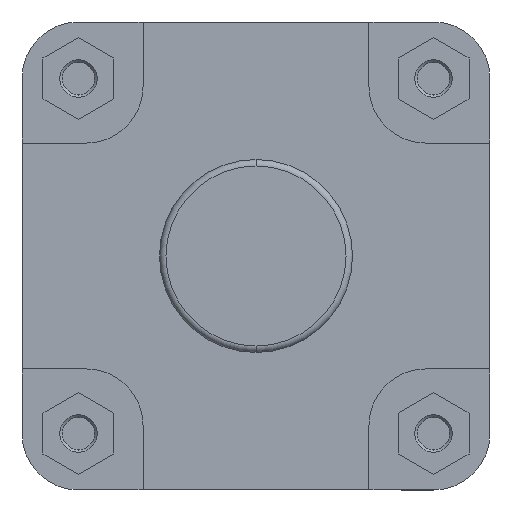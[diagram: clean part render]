
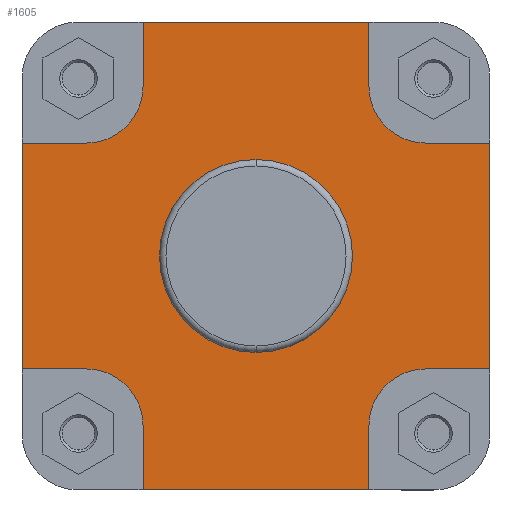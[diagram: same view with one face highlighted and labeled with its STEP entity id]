
A CAD part, left-side view. The second image highlights one B-rep face of the part: STEP entity #1605.
In plain terms, the highlighted planar face has unit normal (-1, 0, 0).
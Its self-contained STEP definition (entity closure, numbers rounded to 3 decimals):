
#1106 = ORIENTED_EDGE ( 'NONE', *, *, #6687, .F. ) ;
#1107 = ORIENTED_EDGE ( 'NONE', *, *, #6688, .F. ) ;
#1108 = ORIENTED_EDGE ( 'NONE', *, *, #6684, .F. ) ;
#1109 = ORIENTED_EDGE ( 'NONE', *, *, #6685, .F. ) ;
#1110 = ORIENTED_EDGE ( 'NONE', *, *, #6683, .F. ) ;
#1111 = ORIENTED_EDGE ( 'NONE', *, *, #6682, .F. ) ;
#1112 = ORIENTED_EDGE ( 'NONE', *, *, #6679, .F. ) ;
#1113 = ORIENTED_EDGE ( 'NONE', *, *, #6681, .F. ) ;
#1114 = ORIENTED_EDGE ( 'NONE', *, *, #6677, .F. ) ;
#1115 = ORIENTED_EDGE ( 'NONE', *, *, #6680, .F. ) ;
#1116 = ORIENTED_EDGE ( 'NONE', *, *, #6676, .F. ) ;
#1117 = ORIENTED_EDGE ( 'NONE', *, *, #6675, .T. ) ;
#1118 = ORIENTED_EDGE ( 'NONE', *, *, #6673, .F. ) ;
#1119 = ORIENTED_EDGE ( 'NONE', *, *, #6292, .F. ) ;
#1120 = ORIENTED_EDGE ( 'NONE', *, *, #6671, .F. ) ;
#1121 = ORIENTED_EDGE ( 'NONE', *, *, #6674, .T. ) ;
#1122 = ORIENTED_EDGE ( 'NONE', *, *, #6609, .F. ) ;
#1123 = ORIENTED_EDGE ( 'NONE', *, *, #6699, .F. ) ;
#1286 = EDGE_LOOP ( 'NONE', ( #1121, #1120, #1119, #1118, #1117, #1116, #1115, #1114, #1113, #1112, #1111, #1110, #1109, #1108, #1107, #1106 ) ) ;
#1462 = EDGE_LOOP ( 'NONE', ( #1123, #1122 ) ) ;
#1605 = ADVANCED_FACE ( 'NONE', ( #1970, #1968 ), #5414, .F. ) ;
#1968 = FACE_OUTER_BOUND ( 'NONE', #1286, .T. ) ;
#1970 = FACE_BOUND ( 'NONE', #1462, .T. ) ;
#2108 = CIRCLE ( 'NONE', #7136, 17.5 ) ;
#2644 = CIRCLE ( 'NONE', #7229, 29.9 ) ;
#2746 = VECTOR ( 'NONE', #3595, 1000. ) ;
#2750 = VECTOR ( 'NONE', #3571, 1000. ) ;
#2752 = LINE ( 'NONE', #3569, #2760 ) ;
#2753 = LINE ( 'NONE', #3563, #2754 ) ;
#2754 = VECTOR ( 'NONE', #3564, 1000. ) ;
#2755 = LINE ( 'NONE', #3617, #2773 ) ;
#2756 = LINE ( 'NONE', #3559, #2750 ) ;
#2758 = LINE ( 'NONE', #3573, #2759 ) ;
#2759 = VECTOR ( 'NONE', #3575, 1000. ) ;
#2760 = VECTOR ( 'NONE', #3577, 1000. ) ;
#2761 = VECTOR ( 'NONE', #3602, 1000. ) ;
#2762 = LINE ( 'NONE', #3579, #2763 ) ;
#2763 = VECTOR ( 'NONE', #3580, 1000. ) ;
#2764 = LINE ( 'NONE', #3582, #2765 ) ;
#2765 = VECTOR ( 'NONE', #3583, 1000. ) ;
#2768 = LINE ( 'NONE', #3586, #2769 ) ;
#2769 = VECTOR ( 'NONE', #3587, 1000. ) ;
#2770 = LINE ( 'NONE', #3601, #2761 ) ;
#2771 = LINE ( 'NONE', #3572, #2746 ) ;
#2772 = CIRCLE ( 'NONE', #7245, 17.5 ) ;
#2773 = VECTOR ( 'NONE', #3618, 1000. ) ;
#2774 = CIRCLE ( 'NONE', #7246, 17.5 ) ;
#2775 = LINE ( 'NONE', #3604, #2776 ) ;
#2776 = VECTOR ( 'NONE', #3605, 1000. ) ;
#2777 = LINE ( 'NONE', #3608, #2778 ) ;
#2778 = VECTOR ( 'NONE', #3609, 1000. ) ;
#2785 = CIRCLE ( 'NONE', #7248, 17.5 ) ;
#2806 = CIRCLE ( 'NONE', #7250, 29.9 ) ;
#3399 = CARTESIAN_POINT ( 'NONE',  ( 46., 0., 0. ) ) ;
#3424 = DIRECTION ( 'NONE',  ( -1., 0., 0. ) ) ;
#3425 = DIRECTION ( 'NONE',  ( 0., 0., 1. ) ) ;
#3559 = CARTESIAN_POINT ( 'NONE',  ( 46., -72.5, -35. ) ) ;
#3563 = CARTESIAN_POINT ( 'NONE',  ( 46., -35., -52.5 ) ) ;
#3564 = DIRECTION ( 'NONE',  ( 0., 0., -1. ) ) ;
#3569 = CARTESIAN_POINT ( 'NONE',  ( 46., -72.5, 0. ) ) ;
#3571 = DIRECTION ( 'NONE',  ( 0., 1., 0. ) ) ;
#3572 = CARTESIAN_POINT ( 'NONE',  ( 46., -159.641, 72.5 ) ) ;
#3573 = CARTESIAN_POINT ( 'NONE',  ( 46., -159.641, -72.5 ) ) ;
#3575 = DIRECTION ( 'NONE',  ( 0., -1., 0. ) ) ;
#3576 = CARTESIAN_POINT ( 'NONE',  ( 46., -52.5, 52.5 ) ) ;
#3577 = DIRECTION ( 'NONE',  ( 0., 0., 1. ) ) ;
#3579 = CARTESIAN_POINT ( 'NONE',  ( 46., -52.5, 35. ) ) ;
#3580 = DIRECTION ( 'NONE',  ( 0., -1., 0. ) ) ;
#3582 = CARTESIAN_POINT ( 'NONE',  ( 46., -35., 72.5 ) ) ;
#3583 = DIRECTION ( 'NONE',  ( 0., 0., -1. ) ) ;
#3586 = CARTESIAN_POINT ( 'NONE',  ( 46., 35., 52.5 ) ) ;
#3587 = DIRECTION ( 'NONE',  ( 0., 0., 1. ) ) ;
#3591 = DIRECTION ( 'NONE',  ( -1., 0., 0. ) ) ;
#3592 = DIRECTION ( 'NONE',  ( 0., 0., -1. ) ) ;
#3593 = CARTESIAN_POINT ( 'NONE',  ( 46., 52.5, 52.5 ) ) ;
#3594 = VERTEX_POINT ( 'NONE', #5675 ) ;
#3595 = DIRECTION ( 'NONE',  ( 0., -1., 0. ) ) ;
#3596 = CARTESIAN_POINT ( 'NONE',  ( 46., 52.5, -52.5 ) ) ;
#3598 = DIRECTION ( 'NONE',  ( -1., 0., 0. ) ) ;
#3599 = DIRECTION ( 'NONE',  ( 0., 0., -1. ) ) ;
#3601 = CARTESIAN_POINT ( 'NONE',  ( 46., 72.5, 35. ) ) ;
#3602 = DIRECTION ( 'NONE',  ( 0., -1., 0. ) ) ;
#3604 = CARTESIAN_POINT ( 'NONE',  ( 46., 52.5, -35. ) ) ;
#3605 = DIRECTION ( 'NONE',  ( 0., 1., 0. ) ) ;
#3607 = VERTEX_POINT ( 'NONE', #5680 ) ;
#3608 = CARTESIAN_POINT ( 'NONE',  ( 46., 72.5, 0. ) ) ;
#3609 = DIRECTION ( 'NONE',  ( 0., 0., 1. ) ) ;
#3617 = CARTESIAN_POINT ( 'NONE',  ( 46., 35., -72.5 ) ) ;
#3618 = DIRECTION ( 'NONE',  ( 0., 0., 1. ) ) ;
#3621 = DIRECTION ( 'NONE',  ( -1., 0., 0. ) ) ;
#3622 = DIRECTION ( 'NONE',  ( 0., 0., -1. ) ) ;
#3640 = VERTEX_POINT ( 'NONE', #5694 ) ;
#3649 = CARTESIAN_POINT ( 'NONE',  ( 46., 0., 0. ) ) ;
#3662 = DIRECTION ( 'NONE',  ( -1., 0., 0. ) ) ;
#3663 = DIRECTION ( 'NONE',  ( 0., 0., 1. ) ) ;
#3753 = VERTEX_POINT ( 'NONE', #5722 ) ;
#3756 = VERTEX_POINT ( 'NONE', #5723 ) ;
#3826 = VERTEX_POINT ( 'NONE', #5745 ) ;
#3995 = VERTEX_POINT ( 'NONE', #5788 ) ;
#4417 = VERTEX_POINT ( 'NONE', #5860 ) ;
#4420 = VERTEX_POINT ( 'NONE', #5863 ) ;
#4421 = VERTEX_POINT ( 'NONE', #5864 ) ;
#4483 = VERTEX_POINT ( 'NONE', #5899 ) ;
#4602 = VERTEX_POINT ( 'NONE', #5907 ) ;
#4603 = VERTEX_POINT ( 'NONE', #5908 ) ;
#4608 = VERTEX_POINT ( 'NONE', #5913 ) ;
#4616 = VERTEX_POINT ( 'NONE', #5920 ) ;
#4621 = VERTEX_POINT ( 'NONE', #5925 ) ;
#4622 = VERTEX_POINT ( 'NONE', #5926 ) ;
#4624 = VERTEX_POINT ( 'NONE', #5928 ) ;
#5405 = CARTESIAN_POINT ( 'NONE',  ( 46., 29.9, 0. ) ) ;
#5414 = PLANE ( 'NONE',  #7062 ) ;
#5415 = DIRECTION ( 'NONE',  ( 1., 0., 0. ) ) ;
#5416 = DIRECTION ( 'NONE',  ( 0., 0., -1. ) ) ;
#5675 = CARTESIAN_POINT ( 'NONE',  ( 46., 72.5, -35. ) ) ;
#5680 = CARTESIAN_POINT ( 'NONE',  ( 46., 35., -72.5 ) ) ;
#5694 = CARTESIAN_POINT ( 'NONE',  ( 46., 0., -29.9 ) ) ;
#5722 = CARTESIAN_POINT ( 'NONE',  ( 46., 35., 72.5 ) ) ;
#5723 = CARTESIAN_POINT ( 'NONE',  ( 46., -52.5, -35. ) ) ;
#5745 = CARTESIAN_POINT ( 'NONE',  ( 46., -52.5, 35. ) ) ;
#5788 = CARTESIAN_POINT ( 'NONE',  ( 46., -35., -72.5 ) ) ;
#5860 = CARTESIAN_POINT ( 'NONE',  ( 46., -72.5, -35. ) ) ;
#5863 = CARTESIAN_POINT ( 'NONE',  ( 46., -35., -52.5 ) ) ;
#5864 = CARTESIAN_POINT ( 'NONE',  ( 46., 35., 52.5 ) ) ;
#5899 = CARTESIAN_POINT ( 'NONE',  ( 46., 72.5, 35. ) ) ;
#5907 = CARTESIAN_POINT ( 'NONE',  ( 46., 35., -52.5 ) ) ;
#5908 = CARTESIAN_POINT ( 'NONE',  ( 46., -72.5, 35. ) ) ;
#5913 = CARTESIAN_POINT ( 'NONE',  ( 46., 0., 29.9 ) ) ;
#5920 = CARTESIAN_POINT ( 'NONE',  ( 46., 52.5, -35. ) ) ;
#5925 = CARTESIAN_POINT ( 'NONE',  ( 46., 52.5, 35. ) ) ;
#5926 = CARTESIAN_POINT ( 'NONE',  ( 46., -35., 52.5 ) ) ;
#5928 = CARTESIAN_POINT ( 'NONE',  ( 46., -35., 72.5 ) ) ;
#6019 = CARTESIAN_POINT ( 'NONE',  ( 46., -52.5, -52.5 ) ) ;
#6020 = DIRECTION ( 'NONE',  ( -1., 0., 0. ) ) ;
#6021 = DIRECTION ( 'NONE',  ( 0., 0., -1. ) ) ;
#6292 = EDGE_CURVE ( 'NONE', #3756, #4420, #2108, .T. ) ;
#6609 = EDGE_CURVE ( 'NONE', #3640, #4608, #2644, .T. ) ;
#6671 = EDGE_CURVE ( 'NONE', #4420, #3995, #2753, .T. ) ;
#6673 = EDGE_CURVE ( 'NONE', #4417, #3756, #2756, .T. ) ;
#6674 = EDGE_CURVE ( 'NONE', #3607, #3995, #2758, .T. ) ;
#6675 = EDGE_CURVE ( 'NONE', #4417, #4603, #2752, .T. ) ;
#6676 = EDGE_CURVE ( 'NONE', #3826, #4603, #2762, .T. ) ;
#6677 = EDGE_CURVE ( 'NONE', #4624, #4622, #2764, .T. ) ;
#6679 = EDGE_CURVE ( 'NONE', #4421, #3753, #2768, .T. ) ;
#6680 = EDGE_CURVE ( 'NONE', #4622, #3826, #2772, .T. ) ;
#6681 = EDGE_CURVE ( 'NONE', #3753, #4624, #2771, .T. ) ;
#6682 = EDGE_CURVE ( 'NONE', #4621, #4421, #2774, .T. ) ;
#6683 = EDGE_CURVE ( 'NONE', #4483, #4621, #2770, .T. ) ;
#6684 = EDGE_CURVE ( 'NONE', #4616, #3594, #2775, .T. ) ;
#6685 = EDGE_CURVE ( 'NONE', #3594, #4483, #2777, .T. ) ;
#6687 = EDGE_CURVE ( 'NONE', #3607, #4602, #2755, .T. ) ;
#6688 = EDGE_CURVE ( 'NONE', #4602, #4616, #2785, .T. ) ;
#6699 = EDGE_CURVE ( 'NONE', #4608, #3640, #2806, .T. ) ;
#7062 = AXIS2_PLACEMENT_3D ( 'NONE', #5405, #5415, #5416 ) ;
#7136 = AXIS2_PLACEMENT_3D ( 'NONE', #6019, #6020, #6021 ) ;
#7229 = AXIS2_PLACEMENT_3D ( 'NONE', #3399, #3424, #3425 ) ;
#7245 = AXIS2_PLACEMENT_3D ( 'NONE', #3576, #3591, #3592 ) ;
#7246 = AXIS2_PLACEMENT_3D ( 'NONE', #3593, #3598, #3599 ) ;
#7248 = AXIS2_PLACEMENT_3D ( 'NONE', #3596, #3621, #3622 ) ;
#7250 = AXIS2_PLACEMENT_3D ( 'NONE', #3649, #3662, #3663 ) ;
